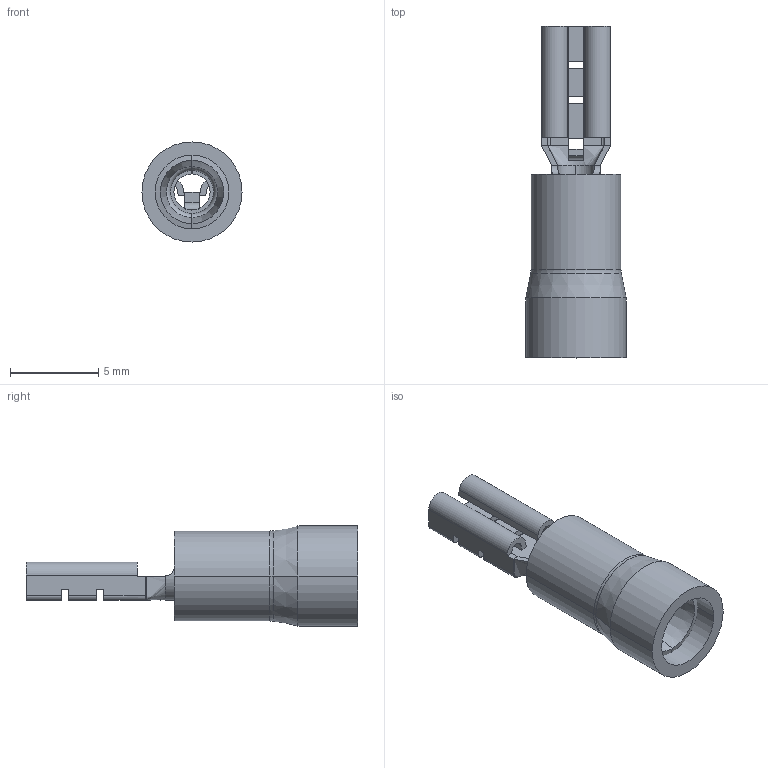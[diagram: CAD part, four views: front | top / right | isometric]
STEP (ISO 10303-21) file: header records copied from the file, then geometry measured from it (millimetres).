
FILE_DESCRIPTION (( 'STEP AP214' ), '1' );
FILE_NAME ('V70FH004002.step', '2017-09-28T13:18:12', ( '' ), ( '' ), 'SwSTEP 2.0', 'SolidWorks 2017', '' );
FILE_SCHEMA (( 'AUTOMOTIVE_DESIGN' ));
Length unit declared in the file: millimetre
Products named in the file (1): V70FH004002
Bounding box: 5.68 x 18.82 x 5.68 mm (x, y, z)
Volume: 181.7 mm3; surface area: 754.1 mm2
Topology: 3 solids, 3 shells, 121 faces, 334 edges, 212 vertices
Faces by surface type: plane 49, cylinder 38, torus 16, cone 10, bspline 8
Entity records: 4458 total; most frequent: CARTESIAN_POINT 1310, ORIENTED_EDGE 668, DIRECTION 642, EDGE_CURVE 334, AXIS2_PLACEMENT_3D 232, VERTEX_POINT 212, LINE 178, VECTOR 178
